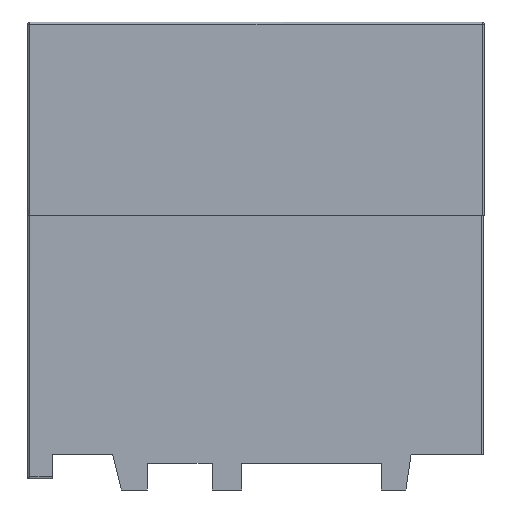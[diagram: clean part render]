
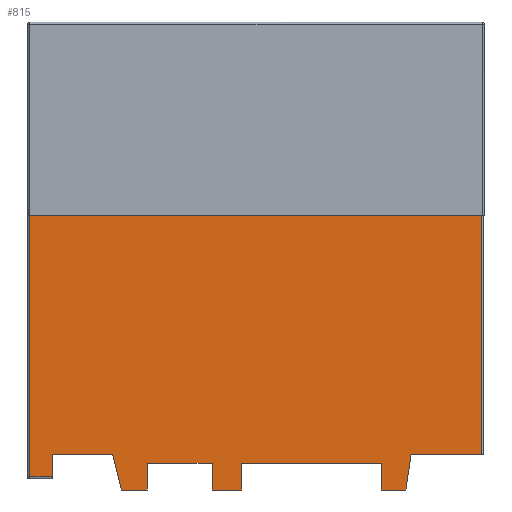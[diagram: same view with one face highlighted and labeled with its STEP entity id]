
A CAD part, left-side view. The second image highlights one B-rep face of the part: STEP entity #815.
In plain terms, the highlighted planar face has unit normal (-1, 0, 0).
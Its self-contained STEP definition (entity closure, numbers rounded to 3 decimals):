
#815=ADVANCED_FACE('',(#2456),#29139,.T.);
#2456=FACE_OUTER_BOUND('',#4113,.T.);
#4113=EDGE_LOOP('',(#6037,#6038,#6039,#6040,#6041,#6042,#6043,#6044,#6045,
#6046,#6047,#6048,#6049,#6050,#6051,#6052,#6053,#6054));
#6037=ORIENTED_EDGE('',*,*,#19330,.T.);
#6038=ORIENTED_EDGE('',*,*,#19335,.T.);
#6039=ORIENTED_EDGE('',*,*,#16248,.T.);
#6040=ORIENTED_EDGE('',*,*,#16145,.T.);
#6041=ORIENTED_EDGE('',*,*,#15785,.T.);
#6042=ORIENTED_EDGE('',*,*,#15888,.T.);
#6043=ORIENTED_EDGE('',*,*,#15786,.T.);
#6044=ORIENTED_EDGE('',*,*,#15787,.T.);
#6045=ORIENTED_EDGE('',*,*,#15788,.T.);
#6046=ORIENTED_EDGE('',*,*,#15789,.T.);
#6047=ORIENTED_EDGE('',*,*,#15790,.T.);
#6048=ORIENTED_EDGE('',*,*,#15791,.T.);
#6049=ORIENTED_EDGE('',*,*,#15792,.T.);
#6050=ORIENTED_EDGE('',*,*,#15793,.T.);
#6051=ORIENTED_EDGE('',*,*,#15794,.T.);
#6052=ORIENTED_EDGE('',*,*,#16221,.T.);
#6053=ORIENTED_EDGE('',*,*,#15795,.T.);
#6054=ORIENTED_EDGE('',*,*,#15796,.T.);
#15785=EDGE_CURVE('',#25677,#25678,#20897,.T.);
#15786=EDGE_CURVE('',#25679,#25680,#20898,.T.);
#15787=EDGE_CURVE('',#25680,#25681,#20899,.T.);
#15788=EDGE_CURVE('',#25681,#25682,#20900,.T.);
#15789=EDGE_CURVE('',#25682,#25683,#20901,.T.);
#15790=EDGE_CURVE('',#25683,#25684,#20902,.T.);
#15791=EDGE_CURVE('',#25684,#25685,#20903,.T.);
#15792=EDGE_CURVE('',#25685,#25686,#20904,.T.);
#15793=EDGE_CURVE('',#25686,#25687,#20905,.T.);
#15794=EDGE_CURVE('',#25687,#25688,#20906,.T.);
#15795=EDGE_CURVE('',#25689,#25690,#20907,.T.);
#15796=EDGE_CURVE('',#25690,#25602,#20908,.T.);
#15888=EDGE_CURVE('',#25678,#25679,#20997,.T.);
#16145=EDGE_CURVE('',#25676,#25677,#21239,.T.);
#16221=EDGE_CURVE('',#25688,#25689,#21311,.T.);
#16248=EDGE_CURVE('',#25675,#25676,#21338,.T.);
#19330=EDGE_CURVE('',#25602,#25601,#24126,.T.);
#19335=EDGE_CURVE('',#25601,#25675,#24131,.T.);
#20897=B_SPLINE_CURVE_WITH_KNOTS('',1,(#40556,#40557),.UNSPECIFIED.,.F.,
 .F.,(2,2),(0.,17.13),.UNSPECIFIED.);
#20898=B_SPLINE_CURVE_WITH_KNOTS('',1,(#40558,#40559),.UNSPECIFIED.,.F.,
 .F.,(2,2),(0.,7.42),.UNSPECIFIED.);
#20899=B_SPLINE_CURVE_WITH_KNOTS('',1,(#40560,#40561),.UNSPECIFIED.,.F.,
 .F.,(2,2),(0.,7.6),.UNSPECIFIED.);
#20900=B_SPLINE_CURVE_WITH_KNOTS('',1,(#40562,#40563),.UNSPECIFIED.,.F.,
 .F.,(2,2),(0.,18.46),.UNSPECIFIED.);
#20901=B_SPLINE_CURVE_WITH_KNOTS('',1,(#40564,#40565),.UNSPECIFIED.,.F.,
 .F.,(2,2),(0.,7.6),.UNSPECIFIED.);
#20902=B_SPLINE_CURVE_WITH_KNOTS('',1,(#40566,#40567),.UNSPECIFIED.,.F.,
 .F.,(2,2),(0.,8.4),.UNSPECIFIED.);
#20903=B_SPLINE_CURVE_WITH_KNOTS('',1,(#40568,#40569),.UNSPECIFIED.,.F.,
 .F.,(2,2),(0.,7.6),.UNSPECIFIED.);
#20904=B_SPLINE_CURVE_WITH_KNOTS('',1,(#40570,#40571),.UNSPECIFIED.,.F.,
 .F.,(2,2),(0.,39.8),.UNSPECIFIED.);
#20905=B_SPLINE_CURVE_WITH_KNOTS('',1,(#40572,#40573),.UNSPECIFIED.,.F.,
 .F.,(2,2),(0.,7.6),.UNSPECIFIED.);
#20906=B_SPLINE_CURVE_WITH_KNOTS('',1,(#40574,#40575),.UNSPECIFIED.,.F.,
 .F.,(2,2),(0.,7.),.UNSPECIFIED.);
#20907=B_SPLINE_CURVE_WITH_KNOTS('',1,(#40576,#40577),.UNSPECIFIED.,.F.,
 .F.,(2,2),(0.,20.14),.UNSPECIFIED.);
#20908=B_SPLINE_CURVE_WITH_KNOTS('',1,(#40578,#40579),.UNSPECIFIED.,.F.,
 .F.,(2,2),(0.,68.29),.UNSPECIFIED.);
#20997=B_SPLINE_CURVE_WITH_KNOTS('',1,(#40775,#40776,#40777),
 .UNSPECIFIED.,.F.,.F.,(2,1,2),(-10.317,-0.781,0.),
 .UNSPECIFIED.);
#21239=B_SPLINE_CURVE_WITH_KNOTS('',1,(#41325,#41326),.UNSPECIFIED.,.F.,
 .F.,(2,2),(-6.3,0.),.UNSPECIFIED.);
#21311=B_SPLINE_CURVE_WITH_KNOTS('',1,(#41489,#41490),.UNSPECIFIED.,.F.,
 .F.,(2,2),(-10.122,0.),.UNSPECIFIED.);
#21338=B_SPLINE_CURVE_WITH_KNOTS('',1,(#41543,#41544),.UNSPECIFIED.,.F.,
 .F.,(2,2),(-6.5,0.),.UNSPECIFIED.);
#24126=B_SPLINE_CURVE_WITH_KNOTS('',1,(#49959,#49960,#49961,#49962),
 .UNSPECIFIED.,.F.,.F.,(2,1,1,2),(-0.149,0.,128.401,
128.701),.UNSPECIFIED.);
#24131=B_SPLINE_CURVE_WITH_KNOTS('',1,(#49987,#49988,#49989),
 .UNSPECIFIED.,.F.,.F.,(2,1,2),(-68.29,0.,6.3),
 .UNSPECIFIED.);
#25601=VERTEX_POINT('',#37338);
#25602=VERTEX_POINT('',#37339);
#25675=VERTEX_POINT('',#37412);
#25676=VERTEX_POINT('',#37413);
#25677=VERTEX_POINT('',#37414);
#25678=VERTEX_POINT('',#37415);
#25679=VERTEX_POINT('',#37416);
#25680=VERTEX_POINT('',#37417);
#25681=VERTEX_POINT('',#37418);
#25682=VERTEX_POINT('',#37419);
#25683=VERTEX_POINT('',#37420);
#25684=VERTEX_POINT('',#37421);
#25685=VERTEX_POINT('',#37422);
#25686=VERTEX_POINT('',#37423);
#25687=VERTEX_POINT('',#37424);
#25688=VERTEX_POINT('',#37425);
#25689=VERTEX_POINT('',#37426);
#25690=VERTEX_POINT('',#37427);
#29139=PLANE('',#30673);
#30673=AXIS2_PLACEMENT_3D('',#35430,#32153,$);
#32153=DIRECTION('',(-1.,0.,0.));
#35430=CARTESIAN_POINT('',(38.578,484.696,-83.226));
#37338=CARTESIAN_POINT('',(38.578,471.201,-91.666));
#37339=CARTESIAN_POINT('',(38.578,342.351,-91.666));
#37412=CARTESIAN_POINT('',(38.578,471.201,-166.256));
#37413=CARTESIAN_POINT('',(38.578,464.701,-166.256));
#37414=CARTESIAN_POINT('',(38.578,464.701,-159.956));
#37415=CARTESIAN_POINT('',(38.578,447.571,-159.956));
#37416=CARTESIAN_POINT('',(38.578,445.071,-169.966));
#37417=CARTESIAN_POINT('',(38.578,437.651,-169.966));
#37418=CARTESIAN_POINT('',(38.578,437.651,-162.366));
#37419=CARTESIAN_POINT('',(38.578,419.191,-162.366));
#37420=CARTESIAN_POINT('',(38.578,419.191,-169.966));
#37421=CARTESIAN_POINT('',(38.578,410.791,-169.966));
#37422=CARTESIAN_POINT('',(38.578,410.791,-162.366));
#37423=CARTESIAN_POINT('',(38.578,370.991,-162.366));
#37424=CARTESIAN_POINT('',(38.578,370.991,-169.966));
#37425=CARTESIAN_POINT('',(38.578,363.991,-169.966));
#37426=CARTESIAN_POINT('',(38.578,362.491,-159.956));
#37427=CARTESIAN_POINT('',(38.578,342.351,-159.956));
#40556=CARTESIAN_POINT('',(38.578,464.701,-159.956));
#40557=CARTESIAN_POINT('',(38.578,447.571,-159.956));
#40558=CARTESIAN_POINT('',(38.578,445.071,-169.966));
#40559=CARTESIAN_POINT('',(38.578,437.651,-169.966));
#40560=CARTESIAN_POINT('',(38.578,437.651,-169.966));
#40561=CARTESIAN_POINT('',(38.578,437.651,-162.366));
#40562=CARTESIAN_POINT('',(38.578,437.651,-162.366));
#40563=CARTESIAN_POINT('',(38.578,419.191,-162.366));
#40564=CARTESIAN_POINT('',(38.578,419.191,-162.366));
#40565=CARTESIAN_POINT('',(38.578,419.191,-169.966));
#40566=CARTESIAN_POINT('',(38.578,419.191,-169.966));
#40567=CARTESIAN_POINT('',(38.578,410.791,-169.966));
#40568=CARTESIAN_POINT('',(38.578,410.791,-169.966));
#40569=CARTESIAN_POINT('',(38.578,410.791,-162.366));
#40570=CARTESIAN_POINT('',(38.578,410.791,-162.366));
#40571=CARTESIAN_POINT('',(38.578,370.991,-162.366));
#40572=CARTESIAN_POINT('',(38.578,370.991,-162.366));
#40573=CARTESIAN_POINT('',(38.578,370.991,-169.966));
#40574=CARTESIAN_POINT('',(38.578,370.991,-169.966));
#40575=CARTESIAN_POINT('',(38.578,363.991,-169.966));
#40576=CARTESIAN_POINT('',(38.578,362.491,-159.956));
#40577=CARTESIAN_POINT('',(38.578,342.351,-159.956));
#40578=CARTESIAN_POINT('',(38.578,342.351,-159.956));
#40579=CARTESIAN_POINT('',(38.578,342.351,-91.666));
#40775=CARTESIAN_POINT('',(38.578,447.571,-159.956));
#40776=CARTESIAN_POINT('',(38.578,445.261,-169.208));
#40777=CARTESIAN_POINT('',(38.578,445.071,-169.966));
#41325=CARTESIAN_POINT('',(38.578,464.701,-166.256));
#41326=CARTESIAN_POINT('',(38.578,464.701,-159.956));
#41489=CARTESIAN_POINT('',(38.578,363.991,-169.966));
#41490=CARTESIAN_POINT('',(38.578,362.491,-159.956));
#41543=CARTESIAN_POINT('',(38.578,471.201,-166.256));
#41544=CARTESIAN_POINT('',(38.578,464.701,-166.256));
#49959=CARTESIAN_POINT('',(38.578,342.351,-91.666));
#49960=CARTESIAN_POINT('',(38.578,342.5,-91.666));
#49961=CARTESIAN_POINT('',(38.578,470.901,-91.666));
#49962=CARTESIAN_POINT('',(38.578,471.201,-91.666));
#49987=CARTESIAN_POINT('',(38.578,471.201,-91.666));
#49988=CARTESIAN_POINT('',(38.578,471.201,-159.956));
#49989=CARTESIAN_POINT('',(38.578,471.201,-166.256));
